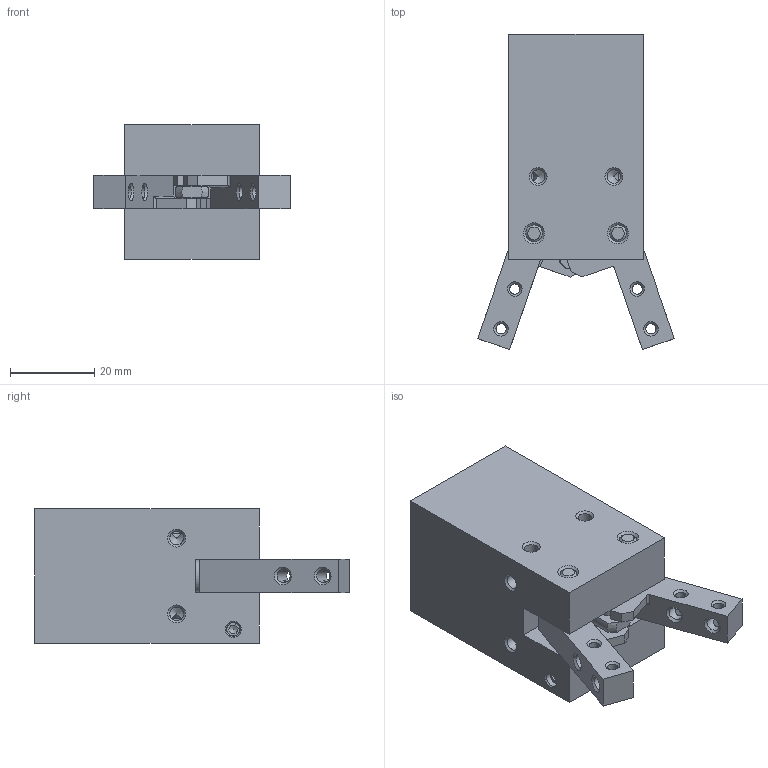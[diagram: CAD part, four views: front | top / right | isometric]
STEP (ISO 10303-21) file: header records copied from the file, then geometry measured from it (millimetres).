
FILE_DESCRIPTION((''),'2;1');
FILE_NAME('M20DE.stp','2016-07-29T08:50:12',('carlo.corazza'),(''),'Autodesk Inventor 2013','Autodesk Inventor 2013','');
FILE_SCHEMA(('AUTOMOTIVE_DESIGN { 1 0 10303 214 1 1 1 1 }'));
Length unit declared in the file: millimetre
Products named in the file (1): M20DE
Bounding box: 46.74 x 74.91 x 32 mm (x, y, z)
Volume: 49014.9 mm3; surface area: 19424.4 mm2
Topology: 1 solids, 10 shells, 300 faces, 755 edges, 472 vertices
Faces by surface type: plane 100, cylinder 94, cone 93, torus 13
Full cylindrical faces by diameter (mm): 1 x2, 2 x2, 2.459 x8, 3.242 x17, 4 x10, 4.134 x2, 5.2 x1, 6 x2, 7.5 x1, 7.8 x1, 8 x2, 8.1 x2, 12 x3, 13 x1, 17.5 x1, 19 x1, 19.8 x2, 20 x1, 20.8 x1, 21.8 x1, 22 x1, 23.5 x3, 24 x1, 25.1 x1
Entity records: 8866 total; most frequent: CARTESIAN_POINT 2208, DIRECTION 1328, ORIENTED_EDGE 1068, AXIS2_PLACEMENT_3D 564, EDGE_CURVE 534, EDGE_LOOP 526, VERTEX_POINT 408, STYLED_ITEM 301
